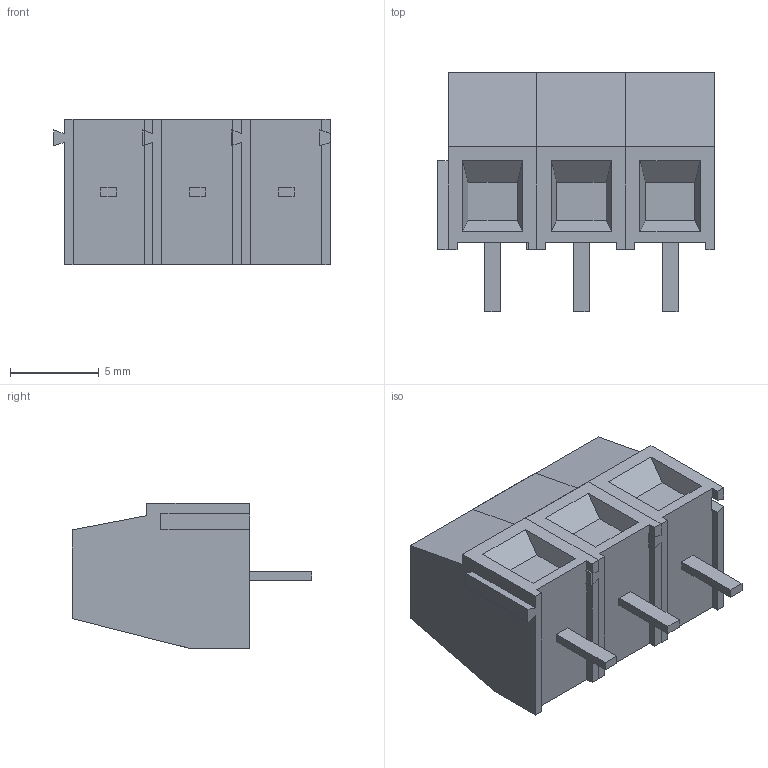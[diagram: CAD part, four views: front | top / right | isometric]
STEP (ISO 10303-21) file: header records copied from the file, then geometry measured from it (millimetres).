
FILE_DESCRIPTION(('FreeCAD Model'),'2;1');
FILE_NAME('Open CASCADE Shape Model','2025-03-08T14:21:34',(''),(''), 'Open CASCADE STEP processor 7.8','FreeCAD','Unknown');
FILE_SCHEMA(('AUTOMOTIVE_DESIGN { 1 0 10303 214 1 1 1 1 }'));
Length unit declared in the file: millimetre
Products named in the file (3): Unnamed; C-282836-2; C-282836-003
Assembly tree (2 placements, depth 2):
  Unnamed
    C-282836-2
    C-282836-003
Bounding box: 15.6 x 13.5 x 8.2 mm (x, y, z)
Volume: 1290.2 mm3; surface area: 1178.3 mm2
Topology: 2 solids, 2 shells, 142 faces, 378 edges, 252 vertices
Faces by surface type: plane 134, cylinder 8
Entity records: 4420 total; most frequent: CARTESIAN_POINT 775, ORIENTED_EDGE 756, DIRECTION 700, EDGE_CURVE 378, LINE 346, VECTOR 346, VERTEX_POINT 252, AXIS2_PLACEMENT_3D 177
